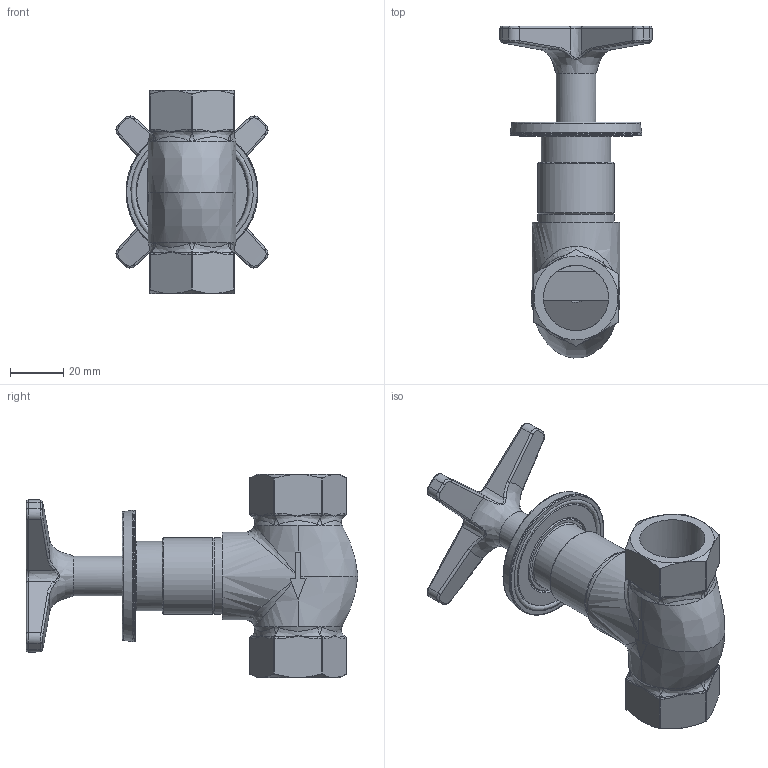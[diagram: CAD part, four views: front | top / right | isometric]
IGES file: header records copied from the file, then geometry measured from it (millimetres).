
Global section: file name: T2007-TCOX; native system: Autodesk Inventor 2020; preprocessor: unknown; author: camerond; date: 20221207.092303; units: millimetre
Bounding box: 57.02 x 124.47 x 76.2 mm (x, y, z)
Volume: 85096.2 mm3; surface area: 59848.3 mm2
Topology: 20 solids, 20 shells, 1511 faces, 4179 edges, 2741 vertices
Faces by surface type: bspline 1511
